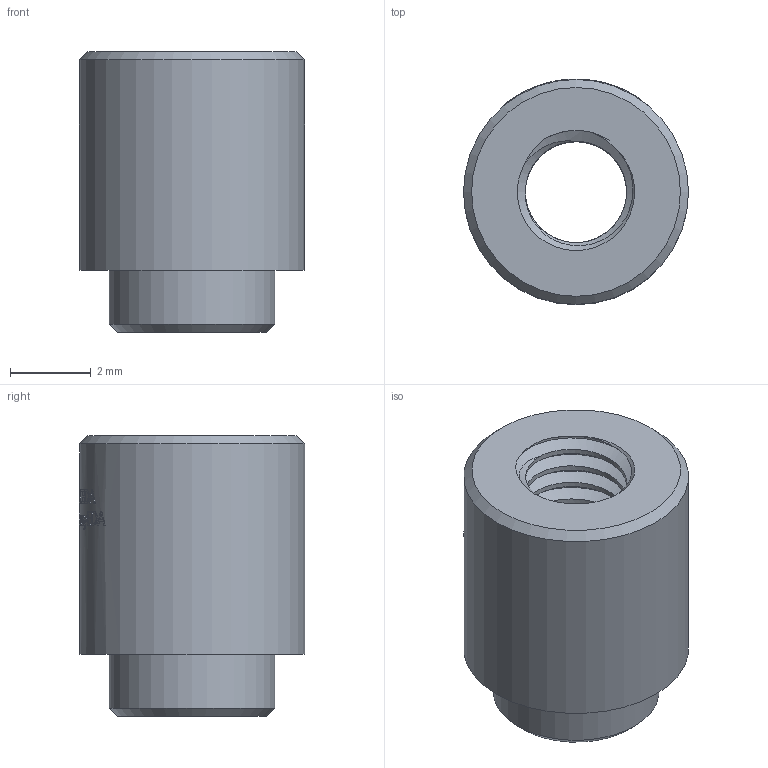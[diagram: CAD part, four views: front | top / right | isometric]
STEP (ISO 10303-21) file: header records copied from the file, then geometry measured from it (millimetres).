
FILE_DESCRIPTION(/* description */ ('Designed by EasyEDA Pro','CAx-IF Rec.Pracs.---Representation and Presentation of Product Manufacturing Information (PMI)---4.0---2014-10-13'),/* implementation_level */ '2;1');
FILE_NAME(/* name */ 'SMTSOM330BTR.step',/* time_stamp */ '2025-01-25T08:11:29+03:00',/* author */ (''),/* organization */ (''),/* preprocessor_version */ 'ST-DEVELOPER v20',/* originating_system */ 'Autodesk Translation Framework v13.20.0.188',/* authorisation */ '');
FILE_SCHEMA (('AP242_MANAGED_MODEL_BASED_3D_ENGINEERING_MIM_LF { 1 0 10303 442 1 1 4 }'));
Length unit declared in the file: millimetre
Products named in the file (3): sCL9-PCBModel; sCL9-Board; sCL9-CN1-M3-TH_BD6.0-D4.3
Assembly tree (2 placements, depth 2):
  sCL9-PCBModel
    sCL9-Board
    sCL9-CN1-M3-TH_BD6.0-D4.3
Bounding box: 5.56 x 5.57 x 6.93 mm (x, y, z)
Volume: 109.5 mm3; surface area: 243.1 mm2
Topology: 1 solids, 1 shells, 260 faces, 712 edges, 474 vertices
Faces by surface type: bspline 122, plane 84, cylinder 50, cone 4
Full cylindrical faces by diameter (mm): 2.5 x13, 3.041 x13, 4.09 x1, 5.56 x1
Entity records: 16823 total; most frequent: CARTESIAN_POINT 10585, ORIENTED_EDGE 1424, DIRECTION 888, EDGE_CURVE 712, VERTEX_POINT 474, LINE 300, VECTOR 300, AXIS2_PLACEMENT_3D 294
